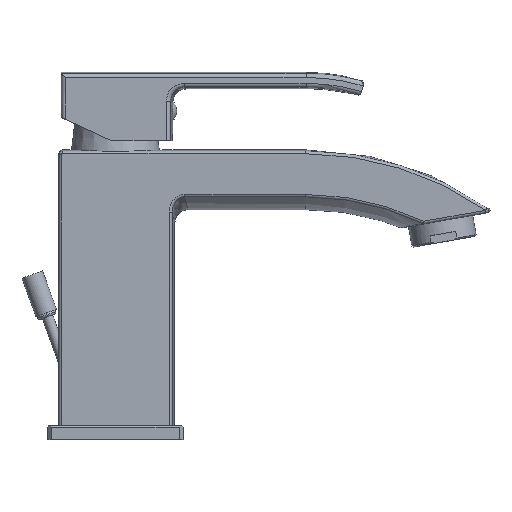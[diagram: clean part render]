
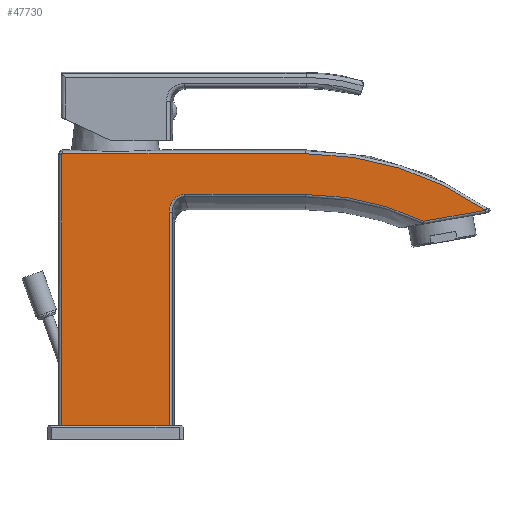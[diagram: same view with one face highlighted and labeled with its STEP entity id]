
A CAD part, top view. The second image highlights one B-rep face of the part: STEP entity #47730.
In plain terms, the highlighted planar face has unit normal (0, 0, 1).
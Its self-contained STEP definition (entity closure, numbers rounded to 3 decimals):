
#8828=DIRECTION('',(1.,0.,0.));
#8829=VECTOR('',#8828,39.602);
#8830=CARTESIAN_POINT('',(-19.75,-84.5,18.25));
#8831=LINE('',#8830,#8829);
#8832=DIRECTION('',(0.,-1.,0.));
#8833=VECTOR('',#8832,100.058);
#8834=CARTESIAN_POINT('',(-19.75,15.558,18.25));
#8835=LINE('',#8834,#8833);
#8836=DIRECTION('',(-1.,0.,0.));
#8837=VECTOR('',#8836,89.75);
#8838=CARTESIAN_POINT('',(70.,15.558,18.25));
#8839=LINE('',#8838,#8837);
#8840=CARTESIAN_POINT('',(70.,-100.,18.25));
#8841=DIRECTION('',(0.,0.,1.));
#8842=DIRECTION('',(0.572,0.82,0.));
#8843=AXIS2_PLACEMENT_3D('',#8840,#8841,#8842);
#8845=DIRECTION('',(0.985,0.174,0.));
#8846=VECTOR('',#8845,23.115);
#8847=CARTESIAN_POINT('',(113.391,-9.266,18.25));
#8848=LINE('',#8847,#8846);
#8849=CARTESIAN_POINT('',(70.,-100.,18.25));
#8850=DIRECTION('',(0.,0.,1.));
#8851=DIRECTION('',(0.431,0.902,0.));
#8852=AXIS2_PLACEMENT_3D('',#8849,#8850,#8851);
#8854=DIRECTION('',(-1.,0.,0.));
#8855=VECTOR('',#8854,44.444);
#8856=CARTESIAN_POINT('',(70.,0.575,18.25));
#8857=LINE('',#8856,#8855);
#8858=CARTESIAN_POINT('',(25.556,0.575,18.25));
#8859=CARTESIAN_POINT('',(25.457,0.575,18.25));
#8860=CARTESIAN_POINT('',(25.26,0.569,18.25));
#8861=CARTESIAN_POINT('',(24.967,0.545,18.25));
#8862=CARTESIAN_POINT('',(24.678,0.504,18.25));
#8863=CARTESIAN_POINT('',(24.392,0.447,18.25));
#8864=CARTESIAN_POINT('',(24.11,0.374,18.25));
#8865=CARTESIAN_POINT('',(23.831,0.284,18.25));
#8866=CARTESIAN_POINT('',(23.556,0.179,18.25));
#8867=CARTESIAN_POINT('',(23.286,0.058,18.25));
#8868=CARTESIAN_POINT('',(23.021,-0.079,
18.25));
#8869=CARTESIAN_POINT('',(22.762,-0.232,
18.25));
#8870=CARTESIAN_POINT('',(22.508,-0.402,
18.25));
#8871=CARTESIAN_POINT('',(22.259,-0.589,
18.25));
#8872=CARTESIAN_POINT('',(22.019,-0.791,18.25));
#8873=CARTESIAN_POINT('',(21.787,-1.008,18.25));
#8874=CARTESIAN_POINT('',(21.563,-1.243,18.25));
#8875=CARTESIAN_POINT('',(21.348,-1.494,18.25));
#8876=CARTESIAN_POINT('',(21.144,-1.76,18.25));
#8877=CARTESIAN_POINT('',(20.952,-2.041,18.25));
#8878=CARTESIAN_POINT('',(20.772,-2.336,18.25));
#8879=CARTESIAN_POINT('',(20.605,-2.646,18.25));
#8880=CARTESIAN_POINT('',(20.452,-2.969,18.25));
#8881=CARTESIAN_POINT('',(20.315,-3.303,18.25));
#8882=CARTESIAN_POINT('',(20.194,-3.649,18.25));
#8883=CARTESIAN_POINT('',(20.091,-4.003,18.25));
#8884=CARTESIAN_POINT('',(20.005,-4.367,18.25));
#8885=CARTESIAN_POINT('',(19.937,-4.737,18.25));
#8886=CARTESIAN_POINT('',(19.888,-5.113,18.25));
#8887=CARTESIAN_POINT('',(19.859,-5.493,18.25));
#8888=CARTESIAN_POINT('',(19.852,-5.748,18.25));
#8889=CARTESIAN_POINT('',(19.852,-5.875,18.25));
#8891=DIRECTION('',(0.,-1.,0.));
#8892=VECTOR('',#8891,78.625);
#8893=CARTESIAN_POINT('',(19.852,-5.875,18.25));
#8894=LINE('',#8893,#8892);
#11828=CARTESIAN_POINT('',(-19.75,15.558,18.25));
#34626=VERTEX_POINT('',#8858);
#34627=VERTEX_POINT('',#8889);
#34630=CARTESIAN_POINT('',(70.,0.575,18.25));
#34631=VERTEX_POINT('',#34630);
#34632=CARTESIAN_POINT('',(113.391,-9.266,18.25));
#34633=VERTEX_POINT('',#34632);
#34634=CARTESIAN_POINT('',(136.155,-5.252,18.25));
#34635=VERTEX_POINT('',#34634);
#34636=CARTESIAN_POINT('',(70.,15.558,18.25));
#34637=VERTEX_POINT('',#34636);
#34696=VERTEX_POINT('',#11828);
#41356=CARTESIAN_POINT('',(-19.75,-84.5,18.25));
#41357=CARTESIAN_POINT('',(19.852,-84.5,18.25));
#41358=VERTEX_POINT('',#41356);
#41359=VERTEX_POINT('',#41357);
#47706=CARTESIAN_POINT('',(-20.75,0.,18.25));
#47707=DIRECTION('',(0.,0.,1.));
#47708=DIRECTION('',(1.,0.,0.));
#47709=AXIS2_PLACEMENT_3D('',#47706,#47707,#47708);
#47710=PLANE('',#47709);
#47712=ORIENTED_EDGE('',*,*,#47711,.F.);
#47714=ORIENTED_EDGE('',*,*,#47713,.F.);
#47716=ORIENTED_EDGE('',*,*,#47715,.F.);
#47717=ORIENTED_EDGE('',*,*,#47684,.F.);
#47719=ORIENTED_EDGE('',*,*,#47718,.F.);
#47721=ORIENTED_EDGE('',*,*,#47720,.T.);
#47723=ORIENTED_EDGE('',*,*,#47722,.T.);
#47725=ORIENTED_EDGE('',*,*,#47724,.T.);
#47727=ORIENTED_EDGE('',*,*,#47726,.T.);
#47728=EDGE_LOOP('',(#47712,#47714,#47716,#47717,#47719,#47721,#47723,#47725,
#47727));
#47729=FACE_OUTER_BOUND('',#47728,.F.);
#47730=ADVANCED_FACE('',(#47729),#47710,.T.);
#8844=CIRCLE('',#8843,115.558);
#8853=CIRCLE('',#8852,100.575);
#8890=B_SPLINE_CURVE_WITH_KNOTS('',3,(#8858,#8859,#8860,#8861,#8862,#8863,#8864,
#8865,#8866,#8867,#8868,#8869,#8870,#8871,#8872,#8873,#8874,#8875,#8876,#8877,
#8878,#8879,#8880,#8881,#8882,#8883,#8884,#8885,#8886,#8887,#8888,#8889),
.UNSPECIFIED.,.F.,.F.,(4,1,1,1,1,1,1,1,1,1,1,1,1,1,1,1,1,1,1,1,1,1,1,1,1,1,1,1,
1,4),(0.,0.034,0.069,0.103,
0.138,0.172,0.207,0.241,
0.276,0.31,0.345,0.379,
0.414,0.448,0.483,0.517,
0.552,0.586,0.621,0.655,
0.69,0.724,0.759,0.793,
0.828,0.862,0.897,0.931,
0.966,1.),.UNSPECIFIED.);
#47684=EDGE_CURVE('',#34635,#34637,#8844,.T.);
#47711=EDGE_CURVE('',#41358,#41359,#8831,.T.);
#47713=EDGE_CURVE('',#34696,#41358,#8835,.T.);
#47715=EDGE_CURVE('',#34637,#34696,#8839,.T.);
#47718=EDGE_CURVE('',#34633,#34635,#8848,.T.);
#47720=EDGE_CURVE('',#34633,#34631,#8853,.T.);
#47722=EDGE_CURVE('',#34631,#34626,#8857,.T.);
#47724=EDGE_CURVE('',#34626,#34627,#8890,.T.);
#47726=EDGE_CURVE('',#34627,#41359,#8894,.T.);
